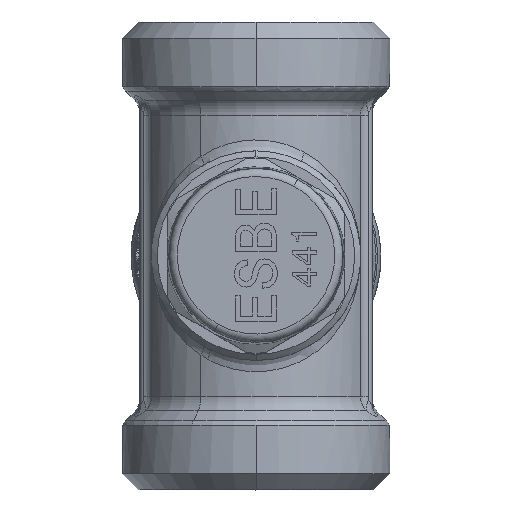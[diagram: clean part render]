
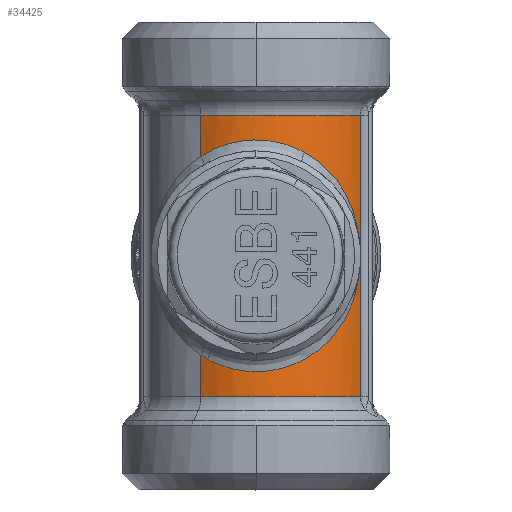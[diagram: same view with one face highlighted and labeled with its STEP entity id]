
A CAD part, top view. The second image highlights one B-rep face of the part: STEP entity #34425.
In plain terms, the highlighted cylindrical face has radius 14.25 mm (diameter 28.5 mm), a partial arc.
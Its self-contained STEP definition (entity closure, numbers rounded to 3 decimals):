
#6551=CARTESIAN_POINT('Vertex',(-6.832,12.344,12.506)) ;
#6594=CARTESIAN_POINT('Vertex',(-6.832,-12.344,12.506)) ;
#6715=CARTESIAN_POINT('Vertex',(6.01,12.835,12.921)) ;
#6719=CARTESIAN_POINT('Control Point',(-6.832,12.344,12.506)) ;
#6720=CARTESIAN_POINT('Control Point',(-6.042,12.857,12.937)) ;
#6721=CARTESIAN_POINT('Control Point',(-5.189,13.306,13.322)) ;
#6722=CARTESIAN_POINT('Control Point',(-4.273,13.683,13.648)) ;
#6723=CARTESIAN_POINT('Control Point',(-2.344,14.254,14.147)) ;
#6724=CARTESIAN_POINT('Control Point',(-0.287,14.432,14.303)) ;
#6725=CARTESIAN_POINT('Control Point',(0.747,14.412,14.286)) ;
#6726=CARTESIAN_POINT('Control Point',(2.493,14.197,14.097)) ;
#6727=CARTESIAN_POINT('Control Point',(4.13,13.702,13.666)) ;
#6728=CARTESIAN_POINT('Control Point',(4.786,13.451,13.448)) ;
#6729=CARTESIAN_POINT('Control Point',(5.414,13.16,13.198)) ;
#6730=CARTESIAN_POINT('Control Point',(6.01,12.835,12.921)) ;
#7186=CARTESIAN_POINT('Vertex',(-6.01,-12.835,12.921)) ;
#7190=CARTESIAN_POINT('Control Point',(6.01,12.835,12.921)) ;
#7191=CARTESIAN_POINT('Control Point',(6.882,12.358,12.515)) ;
#7192=CARTESIAN_POINT('Control Point',(7.688,11.806,12.051)) ;
#7193=CARTESIAN_POINT('Control Point',(8.423,11.191,11.543)) ;
#7194=CARTESIAN_POINT('Control Point',(9.607,10.002,10.587)) ;
#7195=CARTESIAN_POINT('Control Point',(10.578,8.647,9.577)) ;
#7196=CARTESIAN_POINT('Control Point',(10.964,8.022,9.13)) ;
#7197=CARTESIAN_POINT('Control Point',(11.472,7.057,8.477)) ;
#7198=CARTESIAN_POINT('Control Point',(11.894,6.003,7.854)) ;
#7199=CARTESIAN_POINT('Control Point',(12.019,5.658,7.66)) ;
#7200=CARTESIAN_POINT('Control Point',(12.231,5.011,7.318)) ;
#7201=CARTESIAN_POINT('Control Point',(12.411,4.325,7.005)) ;
#7202=CARTESIAN_POINT('Control Point',(12.486,4.006,6.87)) ;
#7203=CARTESIAN_POINT('Control Point',(12.609,3.412,6.641)) ;
#7204=CARTESIAN_POINT('Control Point',(12.709,2.788,6.447)) ;
#7205=CARTESIAN_POINT('Control Point',(12.749,2.5,6.368)) ;
#7206=CARTESIAN_POINT('Control Point',(12.813,1.949,6.237)) ;
#7207=CARTESIAN_POINT('Control Point',(12.858,1.381,6.143)) ;
#7208=CARTESIAN_POINT('Control Point',(12.875,1.111,6.108)) ;
#7209=CARTESIAN_POINT('Control Point',(12.898,0.582,6.058)) ;
#7210=CARTESIAN_POINT('Control Point',(12.905,0.048,6.044)) ;
#7211=CARTESIAN_POINT('Control Point',(12.904,-0.214,6.046)) ;
#7212=CARTESIAN_POINT('Control Point',(12.891,-0.862,6.074)) ;
#7213=CARTESIAN_POINT('Control Point',(12.852,-1.501,6.155)) ;
#7214=CARTESIAN_POINT('Control Point',(12.82,-1.879,6.222)) ;
#7215=CARTESIAN_POINT('Control Point',(12.738,-2.627,6.391)) ;
#7216=CARTESIAN_POINT('Control Point',(12.621,-3.341,6.618)) ;
#7217=CARTESIAN_POINT('Control Point',(12.554,-3.692,6.746)) ;
#7218=CARTESIAN_POINT('Control Point',(12.396,-4.408,7.034)) ;
#7219=CARTESIAN_POINT('Control Point',(12.205,-5.083,7.359)) ;
#7220=CARTESIAN_POINT('Control Point',(12.097,-5.427,7.537)) ;
#7221=CARTESIAN_POINT('Control Point',(11.84,-6.16,7.939)) ;
#7222=CARTESIAN_POINT('Control Point',(11.544,-6.849,8.361)) ;
#7223=CARTESIAN_POINT('Control Point',(11.371,-7.213,8.596)) ;
#7224=CARTESIAN_POINT('Control Point',(10.785,-8.341,9.348)) ;
#7225=CARTESIAN_POINT('Control Point',(10.084,-9.368,10.107)) ;
#7226=CARTESIAN_POINT('Control Point',(9.548,-10.031,10.619)) ;
#7227=CARTESIAN_POINT('Control Point',(8.26,-11.38,11.693)) ;
#7228=CARTESIAN_POINT('Control Point',(6.701,-12.504,12.635)) ;
#7229=CARTESIAN_POINT('Control Point',(5.777,-13.037,13.091)) ;
#7230=CARTESIAN_POINT('Control Point',(3.982,-13.826,13.772)) ;
#7231=CARTESIAN_POINT('Control Point',(1.998,-14.26,14.152)) ;
#7232=CARTESIAN_POINT('Control Point',(1.093,-14.374,14.252)) ;
#7233=CARTESIAN_POINT('Control Point',(-0.699,-14.431,14.302)) ;
#7234=CARTESIAN_POINT('Control Point',(-2.458,-14.173,14.076)) ;
#7235=CARTESIAN_POINT('Control Point',(-3.296,-13.974,13.902)) ;
#7236=CARTESIAN_POINT('Control Point',(-4.349,-13.628,13.6)) ;
#7237=CARTESIAN_POINT('Control Point',(-5.333,-13.183,13.218)) ;
#7238=CARTESIAN_POINT('Control Point',(-5.563,-13.072,13.123)) ;
#7239=CARTESIAN_POINT('Control Point',(-5.789,-12.956,13.024)) ;
#7240=CARTESIAN_POINT('Control Point',(-6.01,-12.835,12.921)) ;
#7790=CARTESIAN_POINT('Vertex',(12.959,17.464,5.926)) ;
#29363=CARTESIAN_POINT('Line Origine',(12.959,0.,5.926)) ;
#29367=CARTESIAN_POINT('Vertex',(12.959,-17.464,5.926)) ;
#29393=CARTESIAN_POINT('Vertex',(-6.832,17.464,12.506)) ;
#29396=CARTESIAN_POINT('Axis2P3D Location',(0.,17.464,0.)) ;
#29480=CARTESIAN_POINT('Control Point',(-6.01,-12.835,12.921)) ;
#29481=CARTESIAN_POINT('Control Point',(-6.179,-12.742,12.842)) ;
#29482=CARTESIAN_POINT('Control Point',(-6.346,-12.646,12.761)) ;
#29483=CARTESIAN_POINT('Control Point',(-6.511,-12.548,12.678)) ;
#29484=CARTESIAN_POINT('Control Point',(-6.673,-12.447,12.593)) ;
#29485=CARTESIAN_POINT('Control Point',(-6.832,-12.344,12.506)) ;
#34302=CARTESIAN_POINT('Axis2P3D Location',(0.,0.,0.)) ;
#34398=CARTESIAN_POINT('Line Origine',(-6.832,0.,12.506)) ;
#34403=CARTESIAN_POINT('Line Origine',(-6.832,0.,12.506)) ;
#34407=CARTESIAN_POINT('Vertex',(-6.832,-17.464,12.506)) ;
#34410=CARTESIAN_POINT('Axis2P3D Location',(0.,-17.464,0.)) ;
#29365=VECTOR('Line Direction',#29364,1.) ;
#34400=VECTOR('Line Direction',#34399,1.) ;
#34405=VECTOR('Line Direction',#34404,1.) ;
#29364=DIRECTION('Vector Direction',(0.,1.,0.)) ;
#29397=DIRECTION('Axis2P3D Direction',(0.,-1.,-0.)) ;
#34303=DIRECTION('Axis2P3D Direction',(0.,-1.,0.)) ;
#34304=DIRECTION('Axis2P3D XDirection',(-0.479,0.,0.878)) ;
#34399=DIRECTION('Vector Direction',(0.,-1.,0.)) ;
#34404=DIRECTION('Vector Direction',(0.,-1.,0.)) ;
#34411=DIRECTION('Axis2P3D Direction',(0.,-1.,0.)) ;
#29398=AXIS2_PLACEMENT_3D('Circle Axis2P3D',#29396,#29397,$) ;
#34305=AXIS2_PLACEMENT_3D('Cylinder Axis2P3D',#34302,#34303,#34304) ;
#34412=AXIS2_PLACEMENT_3D('Circle Axis2P3D',#34410,#34411,$) ;
#29366=LINE('Line',#29363,#29365) ;
#34401=LINE('Line',#34398,#34400) ;
#34406=LINE('Line',#34403,#34405) ;
#29399=CIRCLE('generated circle',#29398,14.25) ;
#34413=CIRCLE('generated circle',#34412,14.25) ;
#34306=CYLINDRICAL_SURFACE('generated cylinder',#34305,14.25) ;
#6731=EDGE_CURVE('',#6552,#6716,#6718,.T.) ;
#7241=EDGE_CURVE('',#6716,#7187,#7189,.T.) ;
#29369=EDGE_CURVE('',#7791,#29368,#29366,.F.) ;
#29400=EDGE_CURVE('',#29394,#7791,#29399,.F.) ;
#29486=EDGE_CURVE('',#7187,#6595,#29479,.T.) ;
#34402=EDGE_CURVE('',#29394,#6552,#34401,.T.) ;
#34409=EDGE_CURVE('',#6595,#34408,#34406,.T.) ;
#34414=EDGE_CURVE('',#34408,#29368,#34413,.F.) ;
#34416=ORIENTED_EDGE('',*,*,#29400,.F.) ;
#34417=ORIENTED_EDGE('',*,*,#34402,.T.) ;
#34418=ORIENTED_EDGE('',*,*,#6731,.T.) ;
#34419=ORIENTED_EDGE('',*,*,#7241,.T.) ;
#34420=ORIENTED_EDGE('',*,*,#29486,.T.) ;
#34421=ORIENTED_EDGE('',*,*,#34409,.T.) ;
#34422=ORIENTED_EDGE('',*,*,#34414,.T.) ;
#34423=ORIENTED_EDGE('',*,*,#29369,.F.) ;
#34415=EDGE_LOOP('',(#34416,#34417,#34418,#34419,#34420,#34421,#34422,#34423)) ;
#6552=VERTEX_POINT('',#6551) ;
#6595=VERTEX_POINT('',#6594) ;
#6716=VERTEX_POINT('',#6715) ;
#7187=VERTEX_POINT('',#7186) ;
#7791=VERTEX_POINT('',#7790) ;
#29368=VERTEX_POINT('',#29367) ;
#29394=VERTEX_POINT('',#29393) ;
#34408=VERTEX_POINT('',#34407) ;
#34425=ADVANCED_FACE('PartBody',(#34424),#34306,.T.) ;
#6718=B_SPLINE_CURVE_WITH_KNOTS('',5,(#6719,#6720,#6721,#6722,#6723,#6724,#6725,#6726,#6727,#6728,#6729,#6730),.UNSPECIFIED.,.F.,.U.,(6,3,3,6),(0.,7.211,14.372,19.49),.UNSPECIFIED.) ;
#7189=B_SPLINE_CURVE_WITH_KNOTS('',5,(#7190,#7191,#7192,#7193,#7194,#7195,#7196,#7197,#7198,#7199,#7200,#7201,#7202,#7203,#7204,#7205,#7206,#7207,#7208,#7209,#7210,#7211,#7212,#7213,#7214,#7215,#7216,#7217,#7218,#7219,#7220,#7221,#7222,#7223,#7224,#7225,#7226,#7227,#7228,#7229,#7230,#7231,#7232,#7233,#7234,#7235,#7236,#7237,#7238,#7239,#7240),.UNSPECIFIED.,.F.,.U.,(6,3,3,3,3,3,3,3,3,3,3,3,3,3,3,3,6),(0.,7.486,13.326,16.048,18.28,20.117,21.74,23.284,25.59,27.956,30.556,33.676,40.5,48.504,54.868,60.964,62.864),.UNSPECIFIED.) ;
#29479=B_SPLINE_CURVE_WITH_KNOTS('',5,(#29480,#29481,#29482,#29483,#29484,#29485),.UNSPECIFIED.,.F.,.U.,(6,6),(62.865,64.319),.UNSPECIFIED.) ;
#34424=FACE_OUTER_BOUND('',#34415,.T.) ;
